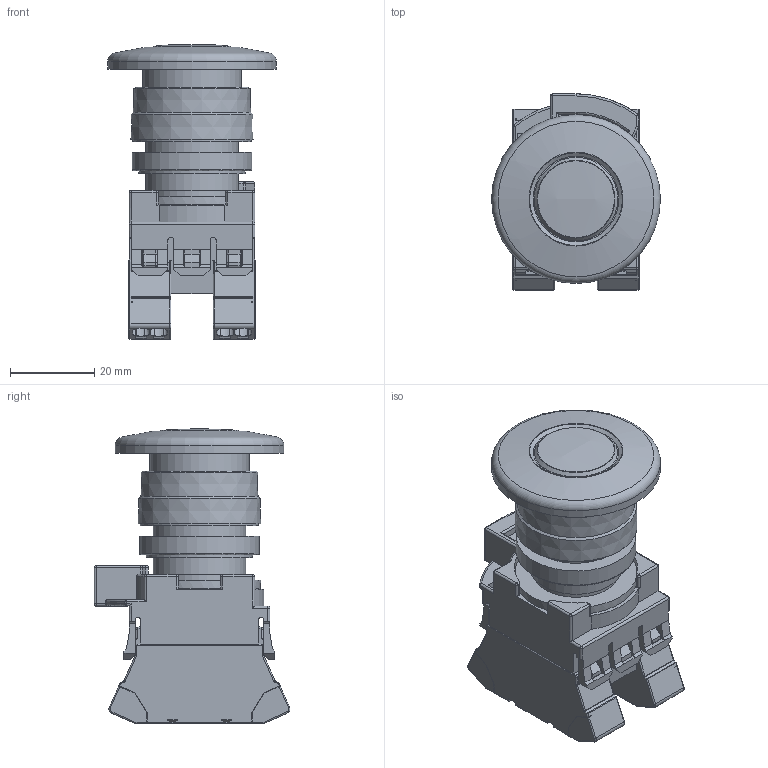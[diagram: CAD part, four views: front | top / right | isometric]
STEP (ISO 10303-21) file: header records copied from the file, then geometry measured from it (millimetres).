
FILE_DESCRIPTION (( 'STEP AP214' ), '1' );
FILE_NAME ('HW1B-[M][A]4Pxx$.STEP', '2021-03-08T01:27:35', ( '' ), ( '' ), 'SwSTEP 2.0', 'SolidWorks 2019', '' );
FILE_SCHEMA (( 'AUTOMOTIVE_DESIGN' ));
Length unit declared in the file: millimetre
Products named in the file (6): HW-CNP-KIT; HW1B-[M][A]4Pxx$; HW1B-[M][A]4_BODY; HW-Pxx(R); HW-LOCK-NUT; CW-CB-DUMMY-BLOCK
Assembly tree (6 placements, depth 2):
  HW1B-[M][A]4Pxx$
    HW1B-[M][A]4_BODY
    HW-LOCK-NUT
    HW-CNP-KIT
    HW-Pxx(R)  x2
    CW-CB-DUMMY-BLOCK
Bounding box: 40 x 46.46 x 69.9 mm (x, y, z)
Volume: 50263.4 mm3; surface area: 25101.6 mm2
Topology: 7 solids, 9 shells, 1375 faces, 3743 edges, 2348 vertices
Faces by surface type: plane 778, cylinder 467, bspline 113, cone 9, torus 5, sphere 3
Full cylindrical faces by diameter (mm): 20.4 x1, 20.5 x1, 20.6 x1, 22 x2, 23.5 x1, 23.6 x1, 24 x1, 25.2 x1, 28 x1, 28.4 x1, 36 x1, 40 x1
Entity records: 29006 total; most frequent: CARTESIAN_POINT 6825, ORIENTED_EDGE 4752, DIRECTION 4369, EDGE_CURVE 2376, VECTOR 1671, LINE 1671, VERTEX_POINT 1518, AXIS2_PLACEMENT_3D 1349
